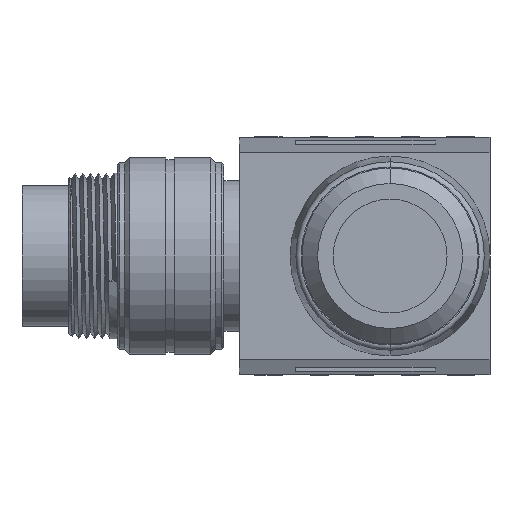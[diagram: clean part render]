
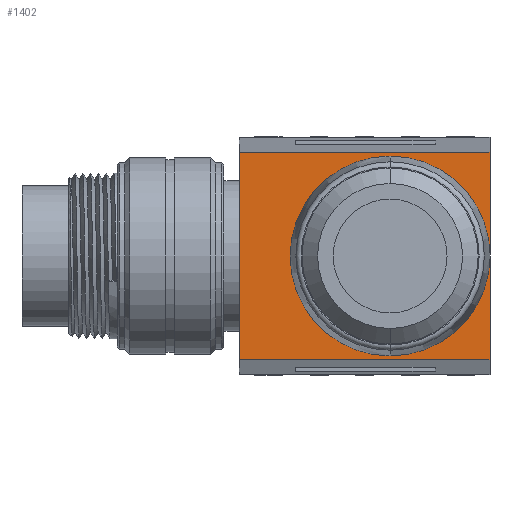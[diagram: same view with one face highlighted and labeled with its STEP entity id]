
A CAD part, left-side view. The second image highlights one B-rep face of the part: STEP entity #1402.
In plain terms, the highlighted planar face has unit normal (-1, 0, 0).
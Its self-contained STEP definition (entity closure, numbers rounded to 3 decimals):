
#16 = AXIS2_PLACEMENT_3D ( 'NONE', #2443, #3022, #3070 ) ;
#44 = EDGE_LOOP ( 'NONE', ( #651, #616, #2045, #2537, #2763, #2037, #2729, #3907 ) ) ;
#230 = VERTEX_POINT ( 'NONE', #1606 ) ;
#268 = DIRECTION ( 'NONE',  ( 0., 0., 1. ) ) ;
#368 = CARTESIAN_POINT ( 'NONE',  ( -12.5, -16.05, 0. ) ) ;
#370 = EDGE_CURVE ( 'NONE', #1976, #517, #1869, .T. ) ;
#461 = DIRECTION ( 'NONE',  ( 0., -1., 0. ) ) ;
#517 = VERTEX_POINT ( 'NONE', #3970 ) ;
#525 = VERTEX_POINT ( 'NONE', #865 ) ;
#616 = ORIENTED_EDGE ( 'NONE', *, *, #1934, .T. ) ;
#630 = CARTESIAN_POINT ( 'NONE',  ( -12.5, -25.7, 0. ) ) ;
#633 = CARTESIAN_POINT ( 'NONE',  ( -12.5, -25.7, -10. ) ) ;
#651 = ORIENTED_EDGE ( 'NONE', *, *, #3053, .T. ) ;
#722 = CARTESIAN_POINT ( 'NONE',  ( -12.5, -1.5, -10. ) ) ;
#767 = VECTOR ( 'NONE', #2154, 1000. ) ;
#839 = PLANE ( 'NONE',  #16 ) ;
#858 = VERTEX_POINT ( 'NONE', #3888 ) ;
#863 = VERTEX_POINT ( 'NONE', #1762 ) ;
#865 = CARTESIAN_POINT ( 'NONE',  ( -12.5, -25.7, -10. ) ) ;
#978 = DIRECTION ( 'NONE',  ( 0., 0., 1. ) ) ;
#1066 = VECTOR ( 'NONE', #2210, 1000. ) ;
#1168 = LINE ( 'NONE', #722, #767 ) ;
#1379 = CARTESIAN_POINT ( 'NONE',  ( -12.5, -16.05, -9.65 ) ) ;
#1402 = ADVANCED_FACE ( 'NONE', ( #3966 ), #839, .T. ) ;
#1508 = CARTESIAN_POINT ( 'NONE',  ( -12.5, -16.05, 0. ) ) ;
#1552 = DIRECTION ( 'NONE',  ( 0., 1., 0. ) ) ;
#1606 = CARTESIAN_POINT ( 'NONE',  ( -12.5, -25.7, 10. ) ) ;
#1762 = CARTESIAN_POINT ( 'NONE',  ( -12.5, -1.5, 10. ) ) ;
#1781 = EDGE_CURVE ( 'NONE', #2490, #1976, #3337, .T. ) ;
#1812 = DIRECTION ( 'NONE',  ( 1., 0., 0. ) ) ;
#1855 = CARTESIAN_POINT ( 'NONE',  ( -12.5, -25.7, 10. ) ) ;
#1869 = CIRCLE ( 'NONE', #3862, 9.65 ) ;
#1934 = EDGE_CURVE ( 'NONE', #2490, #230, #3038, .T. ) ;
#1976 = VERTEX_POINT ( 'NONE', #1379 ) ;
#2034 = CIRCLE ( 'NONE', #2969, 9.65 ) ;
#2037 = ORIENTED_EDGE ( 'NONE', *, *, #2334, .T. ) ;
#2045 = ORIENTED_EDGE ( 'NONE', *, *, #3309, .T. ) ;
#2061 = EDGE_CURVE ( 'NONE', #858, #863, #1168, .T. ) ;
#2110 = VECTOR ( 'NONE', #4007, 1000. ) ;
#2154 = DIRECTION ( 'NONE',  ( 0., 0., 1. ) ) ;
#2160 = EDGE_CURVE ( 'NONE', #525, #858, #2835, .T. ) ;
#2209 = VECTOR ( 'NONE', #978, 1000. ) ;
#2210 = DIRECTION ( 'NONE',  ( 0., 0., 1. ) ) ;
#2334 = EDGE_CURVE ( 'NONE', #525, #2490, #3754, .T. ) ;
#2443 = CARTESIAN_POINT ( 'NONE',  ( -12.5, -25.7, -10. ) ) ;
#2490 = VERTEX_POINT ( 'NONE', #3210 ) ;
#2537 = ORIENTED_EDGE ( 'NONE', *, *, #2061, .F. ) ;
#2729 = ORIENTED_EDGE ( 'NONE', *, *, #1781, .T. ) ;
#2763 = ORIENTED_EDGE ( 'NONE', *, *, #2160, .F. ) ;
#2835 = LINE ( 'NONE', #3416, #2110 ) ;
#2969 = AXIS2_PLACEMENT_3D ( 'NONE', #1508, #1812, #268 ) ;
#2991 = CARTESIAN_POINT ( 'NONE',  ( -12.5, -16.05, 0. ) ) ;
#3022 = DIRECTION ( 'NONE',  ( -1., 0., 0. ) ) ;
#3033 = DIRECTION ( 'NONE',  ( 1., 0., 0. ) ) ;
#3038 = LINE ( 'NONE', #630, #2209 ) ;
#3053 = EDGE_CURVE ( 'NONE', #517, #2490, #2034, .T. ) ;
#3070 = DIRECTION ( 'NONE',  ( 0., 0., 1. ) ) ;
#3210 = CARTESIAN_POINT ( 'NONE',  ( -12.5, -25.7, 0. ) ) ;
#3309 = EDGE_CURVE ( 'NONE', #230, #863, #3836, .T. ) ;
#3337 = CIRCLE ( 'NONE', #3387, 9.65 ) ;
#3387 = AXIS2_PLACEMENT_3D ( 'NONE', #368, #3033, #461 ) ;
#3416 = CARTESIAN_POINT ( 'NONE',  ( -12.5, -25.7, -10. ) ) ;
#3554 = VECTOR ( 'NONE', #1552, 1000. ) ;
#3568 = DIRECTION ( 'NONE',  ( 0., 0., -1. ) ) ;
#3608 = DIRECTION ( 'NONE',  ( 1., 0., 0. ) ) ;
#3754 = LINE ( 'NONE', #633, #1066 ) ;
#3836 = LINE ( 'NONE', #1855, #3554 ) ;
#3862 = AXIS2_PLACEMENT_3D ( 'NONE', #2991, #3608, #3568 ) ;
#3888 = CARTESIAN_POINT ( 'NONE',  ( -12.5, -1.5, -10. ) ) ;
#3907 = ORIENTED_EDGE ( 'NONE', *, *, #370, .T. ) ;
#3966 = FACE_OUTER_BOUND ( 'NONE', #44, .T. ) ;
#3970 = CARTESIAN_POINT ( 'NONE',  ( -12.5, -16.05, 9.65 ) ) ;
#4007 = DIRECTION ( 'NONE',  ( 0., 1., 0. ) ) ;
